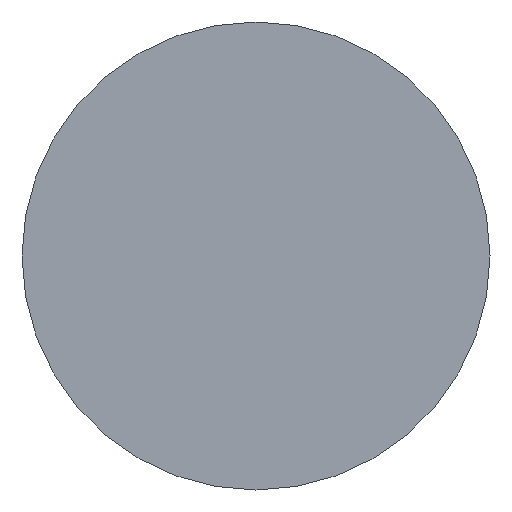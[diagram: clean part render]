
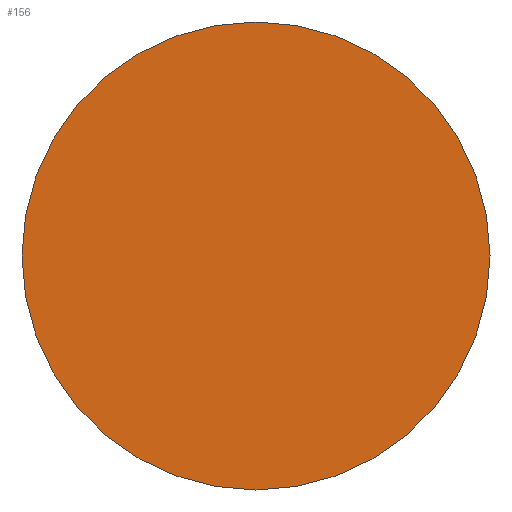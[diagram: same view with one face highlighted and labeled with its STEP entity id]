
A CAD part, left-side view. The second image highlights one B-rep face of the part: STEP entity #156.
In plain terms, the highlighted planar face has unit normal (-1, 0, 0).
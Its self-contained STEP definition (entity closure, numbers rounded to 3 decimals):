
#25 = PLANE ( 'NONE',  #136 ) ;
#26 = ORIENTED_EDGE ( 'NONE', *, *, #89, .F. ) ;
#29 = CARTESIAN_POINT ( 'NONE',  ( -0.5, 0., -2.5 ) ) ;
#31 = AXIS2_PLACEMENT_3D ( 'NONE', #110, #152, #63 ) ;
#49 = VERTEX_POINT ( 'NONE', #29 ) ;
#50 = CARTESIAN_POINT ( 'NONE',  ( -0.5, 0., 0. ) ) ;
#63 = DIRECTION ( 'NONE',  ( 0., 0., -1. ) ) ;
#69 = AXIS2_PLACEMENT_3D ( 'NONE', #126, #153, #137 ) ;
#72 = FACE_OUTER_BOUND ( 'NONE', #175, .T. ) ;
#89 = EDGE_CURVE ( 'NONE', #49, #149, #161, .T. ) ;
#91 = EDGE_CURVE ( 'NONE', #149, #49, #125, .T. ) ;
#92 = ORIENTED_EDGE ( 'NONE', *, *, #91, .F. ) ;
#110 = CARTESIAN_POINT ( 'NONE',  ( -0.5, 0., 0. ) ) ;
#111 = DIRECTION ( 'NONE',  ( 1., 0., 0. ) ) ;
#113 = CARTESIAN_POINT ( 'NONE',  ( -0.5, 0., 2.5 ) ) ;
#125 = CIRCLE ( 'NONE', #69, 2.5 ) ;
#126 = CARTESIAN_POINT ( 'NONE',  ( -0.5, 0., 0. ) ) ;
#136 = AXIS2_PLACEMENT_3D ( 'NONE', #50, #111, #139 ) ;
#137 = DIRECTION ( 'NONE',  ( 0., 0., -1. ) ) ;
#139 = DIRECTION ( 'NONE',  ( 0., 0., -1. ) ) ;
#149 = VERTEX_POINT ( 'NONE', #113 ) ;
#152 = DIRECTION ( 'NONE',  ( 1., 0., 0. ) ) ;
#153 = DIRECTION ( 'NONE',  ( 1., 0., 0. ) ) ;
#156 = ADVANCED_FACE ( 'NONE', ( #72 ), #25, .F. ) ;
#161 = CIRCLE ( 'NONE', #31, 2.5 ) ;
#175 = EDGE_LOOP ( 'NONE', ( #92, #26 ) ) ;
